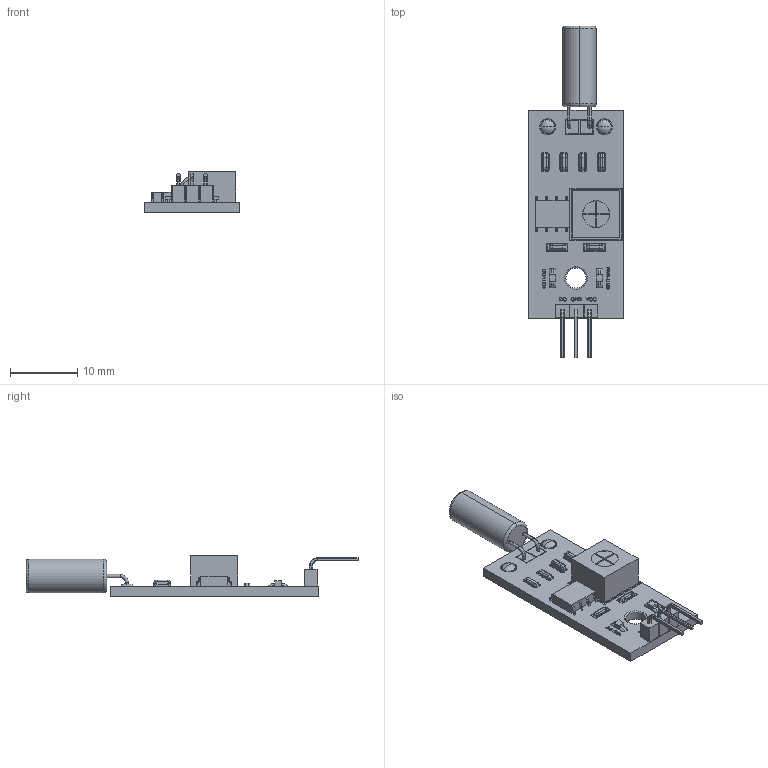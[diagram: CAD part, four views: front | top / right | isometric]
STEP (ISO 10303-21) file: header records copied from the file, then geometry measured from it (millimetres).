
FILE_DESCRIPTION (( 'STEP AP214' ), '1' );
FILE_NAME ('SW-520D.STEP', '2024-03-05T17:42:52', ( '' ), ( '' ), 'SwSTEP 2.0', 'SolidWorks 2018', '' );
FILE_SCHEMA (( 'AUTOMOTIVE_DESIGN' ));
Length unit declared in the file: millimetre
Products named in the file (1): SW-520D
Bounding box: 14 x 49.4 x 6 mm (x, y, z)
Volume: 1170.7 mm3; surface area: 1531.8 mm2
Topology: 1 solids, 1 shells, 796 faces, 2072 edges, 1350 vertices
Faces by surface type: plane 501, cylinder 130, bspline 105, torus 44, cone 12, sphere 4
Entity records: 33015 total; most frequent: CARTESIAN_POINT 10980, ORIENTED_EDGE 4144, DIRECTION 3554, EDGE_CURVE 2072, LINE 1490, VECTOR 1490, VERTEX_POINT 1350, AXIS2_PLACEMENT_3D 1032
